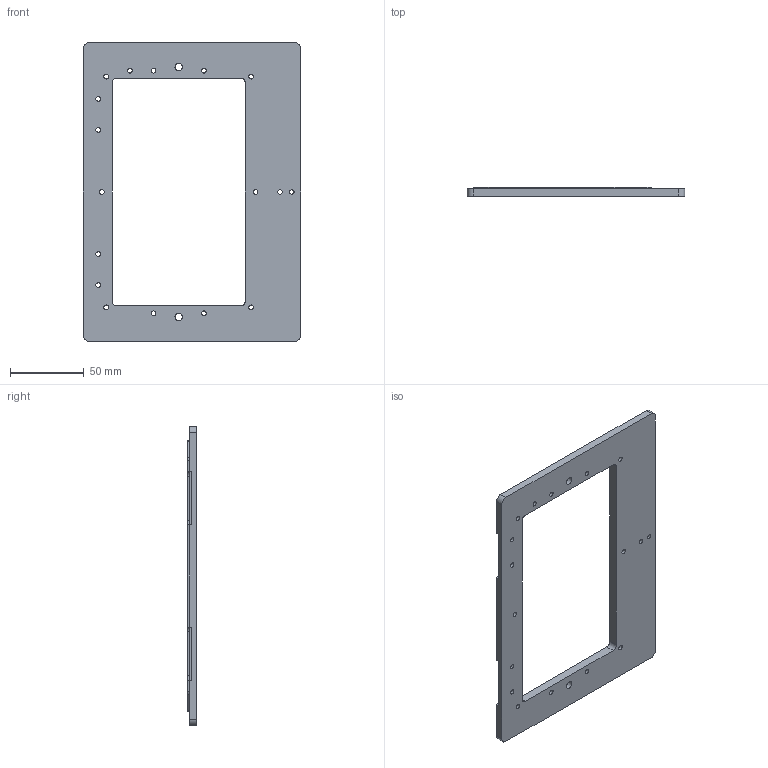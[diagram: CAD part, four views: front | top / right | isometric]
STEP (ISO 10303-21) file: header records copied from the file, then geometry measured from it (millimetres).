
FILE_DESCRIPTION(/* description */ (''),/* implementation_level */ '2;1');
FILE_NAME(/* name */ 'SL1 - 19 - Tilt + protection.step',/* time_stamp */ '2019-02-21T12:01:02+01:00',/* author */ (''),/* organization */ (''),/* preprocessor_version */ 'ST-DEVELOPER v17.2',/* originating_system */ 'Autodesk Translation Framework v7.6.0.251',/* authorisation */ '');
FILE_SCHEMA (('AUTOMOTIVE_DESIGN { 1 0 10303 214 3 1 1 }'));
Length unit declared in the file: millimetre
Products named in the file (1): SL1 - 19 - Tilt + protection
Bounding box: 147 x 6 x 202 mm (x, y, z)
Volume: 56432 mm3; surface area: 44232.7 mm2
Topology: 1 solids, 1 shells, 91 faces, 268 edges, 179 vertices
Faces by surface type: cylinder 47, plane 42, cone 2
Full cylindrical faces by diameter (mm): 3 x2, 3.2 x15, 5.035 x2
Entity records: 3189 total; most frequent: DIRECTION 551, CARTESIAN_POINT 539, ORIENTED_EDGE 536, EDGE_CURVE 268, AXIS2_PLACEMENT_3D 191, VERTEX_POINT 179, LINE 169, VECTOR 169
